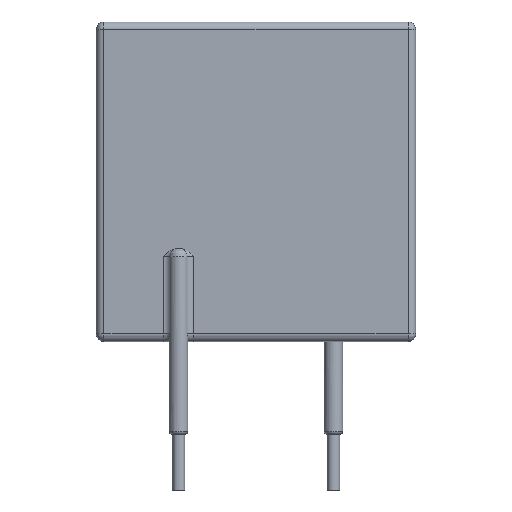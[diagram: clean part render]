
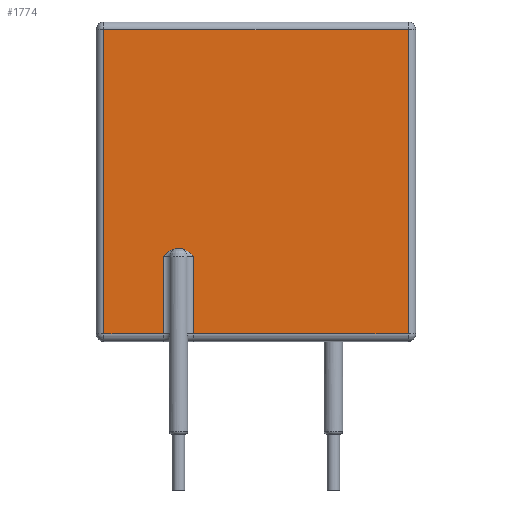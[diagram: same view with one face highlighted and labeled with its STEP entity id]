
A CAD part, front view. The second image highlights one B-rep face of the part: STEP entity #1774.
In plain terms, the highlighted planar face has unit normal (0, -1, 0).
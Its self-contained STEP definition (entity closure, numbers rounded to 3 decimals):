
#568=CARTESIAN_POINT('',(-5.125,-0.95,12.0));
#569=VERTEX_POINT('',#568);
#577=CARTESIAN_POINT('',(-5.991,-0.95,11.5));
#578=VERTEX_POINT('',#577);
#579=CARTESIAN_POINT('',(-5.991,-0.95,11.5));
#580=CARTESIAN_POINT('',(-5.921,-0.95,11.569));
#581=CARTESIAN_POINT('',(-5.845,-0.95,11.646));
#582=CARTESIAN_POINT('',(-5.683,-0.95,11.786));
#583=CARTESIAN_POINT('',(-5.597,-0.95,11.848));
#584=CARTESIAN_POINT('',(-5.454,-0.95,11.925));
#585=CARTESIAN_POINT('',(-5.39,-0.95,11.953));
#586=CARTESIAN_POINT('',(-5.257,-0.95,11.99));
#587=CARTESIAN_POINT('',(-5.188,-0.95,12.0));
#588=CARTESIAN_POINT('',(-5.088,-0.95,12.0));
#589=CARTESIAN_POINT('',(-5.049,-0.95,11.997));
#590=CARTESIAN_POINT('',(-4.972,-0.95,11.983));
#591=CARTESIAN_POINT('',(-4.934,-0.95,11.972));
#592=CARTESIAN_POINT('',(-4.87,-0.95,11.946));
#593=CARTESIAN_POINT('',(-4.838,-0.95,11.93));
#594=CARTESIAN_POINT('',(-4.778,-0.95,11.892));
#595=CARTESIAN_POINT('',(-4.749,-0.95,11.87));
#596=CARTESIAN_POINT('',(-4.704,-0.95,11.826));
#597=CARTESIAN_POINT('',(-4.681,-0.95,11.8));
#598=CARTESIAN_POINT('',(-4.643,-0.95,11.744));
#599=CARTESIAN_POINT('',(-4.627,-0.95,11.715));
#600=CARTESIAN_POINT('',(-4.603,-0.95,11.658));
#601=CARTESIAN_POINT('',(-4.593,-0.95,11.627));
#602=CARTESIAN_POINT('',(-4.579,-0.95,11.563));
#603=CARTESIAN_POINT('',(-4.576,-0.95,11.53));
#604=CARTESIAN_POINT('',(-4.576,-0.95,11.47));
#605=CARTESIAN_POINT('',(-4.579,-0.95,11.437));
#606=CARTESIAN_POINT('',(-4.593,-0.95,11.373));
#607=CARTESIAN_POINT('',(-4.603,-0.95,11.342));
#608=CARTESIAN_POINT('',(-4.627,-0.95,11.285));
#609=CARTESIAN_POINT('',(-4.643,-0.95,11.256));
#610=CARTESIAN_POINT('',(-4.681,-0.95,11.2));
#611=CARTESIAN_POINT('',(-4.704,-0.95,11.174));
#612=CARTESIAN_POINT('',(-4.749,-0.95,11.13));
#613=CARTESIAN_POINT('',(-4.778,-0.95,11.108));
#614=CARTESIAN_POINT('',(-4.838,-0.95,11.07));
#615=CARTESIAN_POINT('',(-4.87,-0.95,11.054));
#616=CARTESIAN_POINT('',(-4.934,-0.95,11.028));
#617=CARTESIAN_POINT('',(-4.972,-0.95,11.017));
#618=CARTESIAN_POINT('',(-5.049,-0.95,11.003));
#619=CARTESIAN_POINT('',(-5.088,-0.95,11.0));
#620=CARTESIAN_POINT('',(-5.188,-0.95,11.0));
#621=CARTESIAN_POINT('',(-5.257,-0.95,11.01));
#622=CARTESIAN_POINT('',(-5.39,-0.95,11.047));
#623=CARTESIAN_POINT('',(-5.454,-0.95,11.075));
#624=CARTESIAN_POINT('',(-5.597,-0.95,11.152));
#625=CARTESIAN_POINT('',(-5.683,-0.95,11.214));
#626=CARTESIAN_POINT('',(-5.845,-0.95,11.354));
#627=CARTESIAN_POINT('',(-5.921,-0.95,11.431));
#628=CARTESIAN_POINT('',(-5.991,-0.95,11.5));
#629=B_SPLINE_CURVE_WITH_KNOTS('',3,(#579,#580,#581,#582,#583,#584,#585,#586,#587,#588,#589,#590,#591,#592,#593,#594,#595,#596,#597,#598,#599,#600,#601,#602,#603,#604,#605,#606,#607,#608,#609,#610,#611,#612,#613,#614,#615,#616,#617,#618,#619,#620,#621,#622,#623,#624,#625,#626,#627,#628),.UNSPECIFIED.,.T.,.U.,(4,2,2,2,2,2,2,2,2,2,2,2,2,2,2,2,2,2,2,2,2,2,2,2,4),(0.0,0.294,0.588,0.779,0.97,1.078,1.186,1.284,1.383,1.476,1.569,1.659,1.749,1.839,1.929,2.022,2.115,2.213,2.311,2.42,2.528,2.719,2.91,3.204,3.498),.UNSPECIFIED.);
#630=EDGE_CURVE('',#569,#578,#629,.F.);
#701=CARTESIAN_POINT('',(-4.031,-0.95,11.5));
#702=VERTEX_POINT('',#701);
#703=CARTESIAN_POINT('',(-4.897,-0.95,12.0));
#704=VERTEX_POINT('',#703);
#705=CARTESIAN_POINT('',(-4.897,-0.95,12.0));
#706=CARTESIAN_POINT('',(-4.833,-0.95,12.0));
#707=CARTESIAN_POINT('',(-4.764,-0.95,11.99));
#708=CARTESIAN_POINT('',(-4.631,-0.95,11.953));
#709=CARTESIAN_POINT('',(-4.567,-0.95,11.925));
#710=CARTESIAN_POINT('',(-4.425,-0.95,11.848));
#711=CARTESIAN_POINT('',(-4.338,-0.95,11.786));
#712=CARTESIAN_POINT('',(-4.176,-0.95,11.646));
#713=CARTESIAN_POINT('',(-4.1,-0.95,11.569));
#714=CARTESIAN_POINT('',(-4.031,-0.95,11.5));
#715=B_SPLINE_CURVE_WITH_KNOTS('',3,(#705,#706,#707,#708,#709,#710,#711,#712,#713,#714),.UNSPECIFIED.,.F.,.U.,(4,2,2,2,4),(2.528,2.719,2.91,3.204,3.498),.UNSPECIFIED.);
#716=EDGE_CURVE('',#702,#704,#715,.F.);
#743=CARTESIAN_POINT('',(-4.031,-0.95,6.5));
#744=VERTEX_POINT('',#743);
#752=CARTESIAN_POINT('',(-4.031,-0.95,6.5));
#753=DIRECTION('',(0.0,0.0,1.0));
#754=VECTOR('',#753,5.);
#755=LINE('',#752,#754);
#756=EDGE_CURVE('',#744,#702,#755,.T.);
#877=CARTESIAN_POINT('',(-5.991,-0.95,6.5));
#878=VERTEX_POINT('',#877);
#879=CARTESIAN_POINT('',(-5.991,-0.95,11.5));
#880=DIRECTION('',(0.0,0.0,-1.0));
#881=VECTOR('',#880,5.);
#882=LINE('',#879,#881);
#883=EDGE_CURVE('',#578,#878,#882,.T.);
#947=CARTESIAN_POINT('',(9.835,-0.95,6.5));
#948=VERTEX_POINT('',#947);
#1052=CARTESIAN_POINT('',(9.835,-0.95,26.17));
#1053=VERTEX_POINT('',#1052);
#1122=CARTESIAN_POINT('',(-9.835,-0.95,26.17));
#1123=VERTEX_POINT('',#1122);
#1157=CARTESIAN_POINT('',(-9.835,-0.95,6.5));
#1158=VERTEX_POINT('',#1157);
#1190=CARTESIAN_POINT('',(-5.991,-0.95,6.5));
#1191=DIRECTION('',(-1.0,0.0,0.0));
#1192=VECTOR('',#1191,3.844);
#1193=LINE('',#1190,#1192);
#1194=EDGE_CURVE('',#878,#1158,#1193,.T.);
#1212=CARTESIAN_POINT('',(-9.835,-0.95,6.5));
#1213=DIRECTION('',(0.0,0.0,1.0));
#1214=VECTOR('',#1213,19.67);
#1215=LINE('',#1212,#1214);
#1216=EDGE_CURVE('',#1158,#1123,#1215,.T.);
#1275=CARTESIAN_POINT('',(-9.835,-0.95,26.17));
#1276=DIRECTION('',(1.0,0.0,0.0));
#1277=VECTOR('',#1276,19.67);
#1278=LINE('',#1275,#1277);
#1279=EDGE_CURVE('',#1123,#1053,#1278,.T.);
#1402=CARTESIAN_POINT('',(9.835,-0.95,26.17));
#1403=DIRECTION('',(0.0,0.0,-1.0));
#1404=VECTOR('',#1403,19.67);
#1405=LINE('',#1402,#1404);
#1406=EDGE_CURVE('',#1053,#948,#1405,.T.);
#1513=CARTESIAN_POINT('',(9.835,-0.95,6.5));
#1514=DIRECTION('',(-1.0,0.0,0.0));
#1515=VECTOR('',#1514,13.866);
#1516=LINE('',#1513,#1515);
#1517=EDGE_CURVE('',#948,#744,#1516,.T.);
#1752=CARTESIAN_POINT('',(-10.335,-0.95,26.67));
#1753=DIRECTION('',(0.0,-1.0,0.0));
#1754=DIRECTION('',(0.0,0.0,-1.0));
#1755=AXIS2_PLACEMENT_3D('',#1752,#1753,#1754);
#1756=PLANE('',#1755);
#1757=ORIENTED_EDGE('',*,*,#1194,.F.);
#1758=ORIENTED_EDGE('',*,*,#883,.F.);
#1759=ORIENTED_EDGE('',*,*,#630,.F.);
#1760=CARTESIAN_POINT('',(-5.125,-0.95,12.0));
#1761=DIRECTION('',(1.0,0.0,0.0));
#1762=VECTOR('',#1761,0.228);
#1763=LINE('',#1760,#1762);
#1764=EDGE_CURVE('',#569,#704,#1763,.T.);
#1765=ORIENTED_EDGE('',*,*,#1764,.T.);
#1766=ORIENTED_EDGE('',*,*,#716,.F.);
#1767=ORIENTED_EDGE('',*,*,#756,.F.);
#1768=ORIENTED_EDGE('',*,*,#1517,.F.);
#1769=ORIENTED_EDGE('',*,*,#1406,.F.);
#1770=ORIENTED_EDGE('',*,*,#1279,.F.);
#1771=ORIENTED_EDGE('',*,*,#1216,.F.);
#1772=EDGE_LOOP('',(#1757,#1758,#1759,#1765,#1766,#1767,#1768,#1769,#1770,#1771));
#1773=FACE_OUTER_BOUND('',#1772,.T.);
#1774=ADVANCED_FACE('',(#1773),#1756,.T.);
